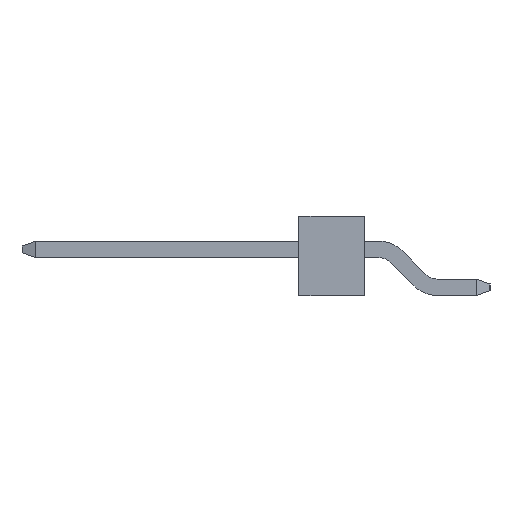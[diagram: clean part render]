
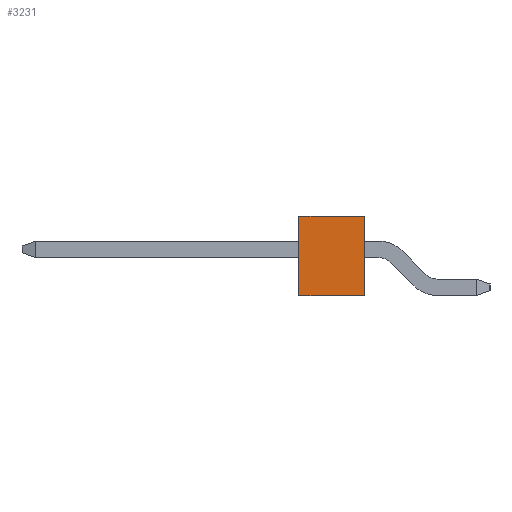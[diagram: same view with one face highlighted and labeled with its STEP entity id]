
A CAD part, left-side view. The second image highlights one B-rep face of the part: STEP entity #3231.
In plain terms, the highlighted face is planar.
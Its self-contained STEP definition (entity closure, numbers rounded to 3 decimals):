
#634 = VERTEX_POINT('',#635);
#635 = CARTESIAN_POINT('',(12.7,-1.524,-1.27));
#641 = EDGE_CURVE('',#642,#634,#644,.T.);
#642 = VERTEX_POINT('',#643);
#643 = CARTESIAN_POINT('',(12.7,-1.524,1.27));
#644 = LINE('',#645,#646);
#645 = CARTESIAN_POINT('',(12.7,-1.524,1.27));
#646 = VECTOR('',#647,1.);
#647 = DIRECTION('',(0.,0.,-1.));
#1131 = EDGE_CURVE('',#642,#1132,#1134,.T.);
#1132 = VERTEX_POINT('',#1133);
#1133 = CARTESIAN_POINT('',(12.7,1.524,1.27));
#1134 = LINE('',#1135,#1136);
#1135 = CARTESIAN_POINT('',(12.7,-1.524,1.27));
#1136 = VECTOR('',#1137,1.);
#1137 = DIRECTION('',(0.,1.,0.));
#2302 = VERTEX_POINT('',#2303);
#2303 = CARTESIAN_POINT('',(12.7,1.524,-1.27));
#2309 = EDGE_CURVE('',#634,#2302,#2310,.T.);
#2310 = LINE('',#2311,#2312);
#2311 = CARTESIAN_POINT('',(12.7,-1.524,-1.27));
#2312 = VECTOR('',#2313,1.);
#2313 = DIRECTION('',(0.,1.,0.));
#2528 = EDGE_CURVE('',#1132,#2302,#2529,.T.);
#2529 = LINE('',#2530,#2531);
#2530 = CARTESIAN_POINT('',(12.7,1.524,1.27));
#2531 = VECTOR('',#2532,1.);
#2532 = DIRECTION('',(0.,0.,-1.));
#3231 = ADVANCED_FACE('',(#3232),#3238,.F.);
#3232 = FACE_BOUND('',#3233,.T.);
#3233 = EDGE_LOOP('',(#3234,#3235,#3236,#3237));
#3234 = ORIENTED_EDGE('',*,*,#2309,.T.);
#3235 = ORIENTED_EDGE('',*,*,#2528,.F.);
#3236 = ORIENTED_EDGE('',*,*,#1131,.F.);
#3237 = ORIENTED_EDGE('',*,*,#641,.T.);
#3238 = PLANE('',#3239);
#3239 = AXIS2_PLACEMENT_3D('',#3240,#3241,#3242);
#3240 = CARTESIAN_POINT('',(12.7,-1.524,1.27));
#3241 = DIRECTION('',(-1.,0.,0.));
#3242 = DIRECTION('',(0.,0.,1.));
